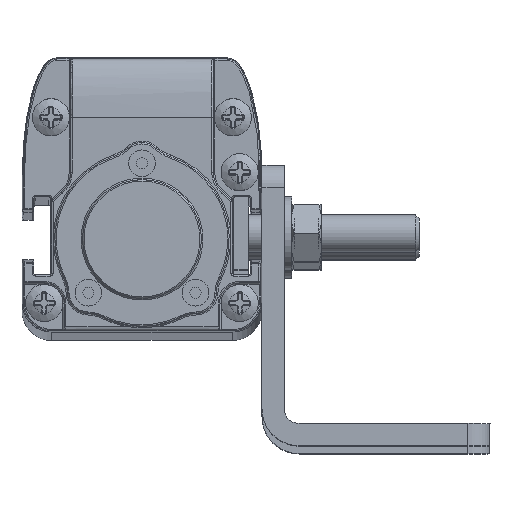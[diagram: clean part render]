
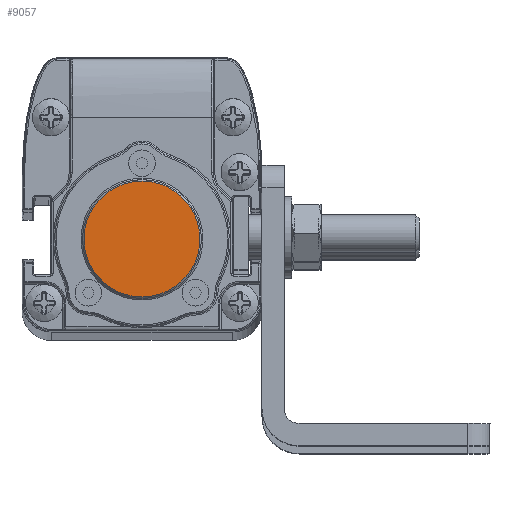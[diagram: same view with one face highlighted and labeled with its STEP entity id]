
A CAD part, top view. The second image highlights one B-rep face of the part: STEP entity #9057.
In plain terms, the highlighted planar face has unit normal (0, 0, 1).
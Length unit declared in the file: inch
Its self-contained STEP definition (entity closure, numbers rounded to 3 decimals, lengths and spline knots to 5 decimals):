
#1743 = CARTESIAN_POINT ( 'NONE',  ( 0.18872, 0.24557, 26.89583 ) ) ;
#2064 = CARTESIAN_POINT ( 'NONE',  ( 0.26833, -0.15465, 26.89583 ) ) ;
#2612 = FACE_OUTER_BOUND ( 'NONE', #18976, .T. ) ;
#6384 = ORIENTED_EDGE ( 'NONE', *, *, #23452, .F. ) ;
#7906 = CARTESIAN_POINT ( 'NONE',  ( -0.18872, -0.24557, 26.89583 ) ) ;
#9057 = ADVANCED_FACE ( 'NONE', ( #2612 ), #88222, .T. ) ;
#9065 = CARTESIAN_POINT ( 'NONE',  ( 0., 0.30709, 26.89583 ) ) ;
#9382 = CARTESIAN_POINT ( 'NONE',  ( 0.18872, -0.24557, 26.89583 ) ) ;
#14572 = CARTESIAN_POINT ( 'NONE',  ( -0.08038, 0.29909, 26.89583 ) ) ;
#14902 = CARTESIAN_POINT ( 'NONE',  ( -0.30709, -0.0402, 26.89583 ) ) ;
#15222 = CARTESIAN_POINT ( 'NONE',  ( -0.26833, -0.15465, 26.89583 ) ) ;
#15553 = CARTESIAN_POINT ( 'NONE',  ( -0.0402, -0.30709, 26.89583 ) ) ;
#15854 = CARTESIAN_POINT ( 'NONE',  ( -0.24557, -0.18872, 26.89583 ) ) ;
#16400 = CARTESIAN_POINT ( 'NONE',  ( 0.26833, 0.15465, 26.89583 ) ) ;
#18976 = EDGE_LOOP ( 'NONE', ( #6384, #71099 ) ) ;
#19688 = VERTEX_POINT ( 'NONE', #35907 ) ;
#23452 = EDGE_CURVE ( 'NONE', #72021, #19688, #40147, .T. ) ;
#27619 = CARTESIAN_POINT ( 'NONE',  ( 0., 0.30709, 26.89583 ) ) ;
#28896 = CARTESIAN_POINT ( 'NONE',  ( -0.26833, 0.15465, 26.89583 ) ) ;
#31332 = CARTESIAN_POINT ( 'NONE',  ( 0.15465, -0.26833, 26.89583 ) ) ;
#35907 = CARTESIAN_POINT ( 'NONE',  ( 0., -0.30709, 26.89583 ) ) ;
#36499 = CARTESIAN_POINT ( 'NONE',  ( -0.15465, 0.26833, 26.89583 ) ) ;
#36802 = CARTESIAN_POINT ( 'NONE',  ( 0., -0.30709, 26.89583 ) ) ;
#38294 = CARTESIAN_POINT ( 'NONE',  ( 0.30709, -0.0402, 26.89583 ) ) ;
#40147 = B_SPLINE_CURVE_WITH_KNOTS ( 'NONE', 3,
 ( #9065, #44984, #88754, #45282, #1743, #59851, #16400, #45592, #67175, #38294, #89052, #2064, #52868, #9382, #31332, #61752, #92518, #75742 ),
 .UNSPECIFIED., .F., .F.,
 ( 4, 2, 2, 2, 2, 2, 2, 2, 4 ),
 ( 0., 0.125, 0.25, 0.375, 0.5, 0.625, 0.75, 0.875, 1. ),
 .UNSPECIFIED. ) ;
#44984 = CARTESIAN_POINT ( 'NONE',  ( 0.0402, 0.30709, 26.89583 ) ) ;
#45282 = CARTESIAN_POINT ( 'NONE',  ( 0.15465, 0.26833, 26.89583 ) ) ;
#45592 = CARTESIAN_POINT ( 'NONE',  ( 0.29909, 0.08038, 26.89583 ) ) ;
#52868 = CARTESIAN_POINT ( 'NONE',  ( 0.24557, -0.18872, 26.89583 ) ) ;
#56459 = B_SPLINE_CURVE_WITH_KNOTS ( 'NONE', 3,
 ( #36802, #15553, #59285, #79988, #7906, #15854, #15222, #66650, #14902, #72349, #66016, #28896, #87005, #58047, #36499, #14572, #87305, #65714 ),
 .UNSPECIFIED., .F., .F.,
 ( 4, 2, 2, 2, 2, 2, 2, 2, 4 ),
 ( 0., 0.125, 0.25, 0.375, 0.5, 0.625, 0.75, 0.875, 1. ),
 .UNSPECIFIED. ) ;
#58047 = CARTESIAN_POINT ( 'NONE',  ( -0.18872, 0.24557, 26.89583 ) ) ;
#59285 = CARTESIAN_POINT ( 'NONE',  ( -0.08038, -0.29909, 26.89583 ) ) ;
#59851 = CARTESIAN_POINT ( 'NONE',  ( 0.24557, 0.18872, 26.89583 ) ) ;
#59928 = DIRECTION ( 'NONE',  ( 1., 0., 0. ) ) ;
#61752 = CARTESIAN_POINT ( 'NONE',  ( 0.08038, -0.29909, 26.89583 ) ) ;
#65714 = CARTESIAN_POINT ( 'NONE',  ( 0., 0.30709, 26.89583 ) ) ;
#66016 = CARTESIAN_POINT ( 'NONE',  ( -0.29909, 0.08038, 26.89583 ) ) ;
#66650 = CARTESIAN_POINT ( 'NONE',  ( -0.29909, -0.08038, 26.89583 ) ) ;
#67175 = CARTESIAN_POINT ( 'NONE',  ( 0.30709, 0.0402, 26.89583 ) ) ;
#71099 = ORIENTED_EDGE ( 'NONE', *, *, #86511, .F. ) ;
#72021 = VERTEX_POINT ( 'NONE', #27619 ) ;
#72349 = CARTESIAN_POINT ( 'NONE',  ( -0.30709, 0.0402, 26.89583 ) ) ;
#75742 = CARTESIAN_POINT ( 'NONE',  ( 0., -0.30709, 26.89583 ) ) ;
#79988 = CARTESIAN_POINT ( 'NONE',  ( -0.15465, -0.26833, 26.89583 ) ) ;
#80934 = CARTESIAN_POINT ( 'NONE',  ( -0.61417, -0.53189, 26.89583 ) ) ;
#86511 = EDGE_CURVE ( 'NONE', #19688, #72021, #56459, .T. ) ;
#87005 = CARTESIAN_POINT ( 'NONE',  ( -0.24557, 0.18872, 26.89583 ) ) ;
#87305 = CARTESIAN_POINT ( 'NONE',  ( -0.0402, 0.30709, 26.89583 ) ) ;
#87901 = DIRECTION ( 'NONE',  ( 0., 0., 1. ) ) ;
#88222 = PLANE ( 'NONE',  #89429 ) ;
#88754 = CARTESIAN_POINT ( 'NONE',  ( 0.08038, 0.29909, 26.89583 ) ) ;
#89052 = CARTESIAN_POINT ( 'NONE',  ( 0.29909, -0.08038, 26.89583 ) ) ;
#89429 = AXIS2_PLACEMENT_3D ( 'NONE', #80934, #87901, #59928 ) ;
#92518 = CARTESIAN_POINT ( 'NONE',  ( 0.0402, -0.30709, 26.89583 ) ) ;
